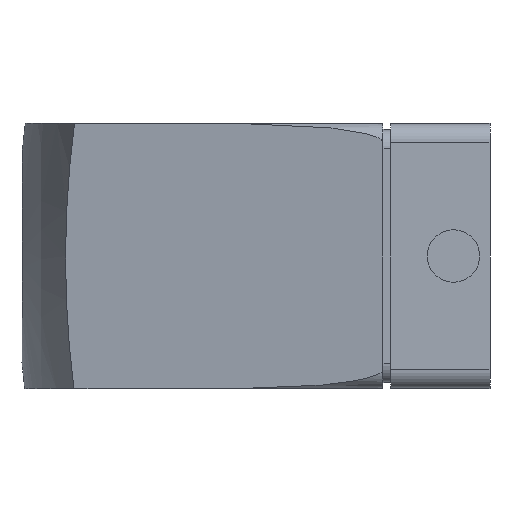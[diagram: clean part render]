
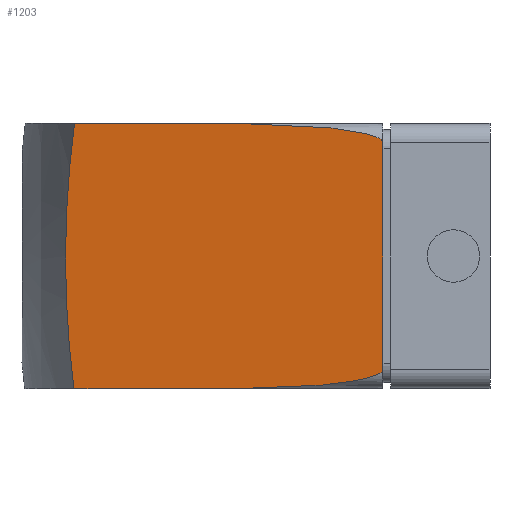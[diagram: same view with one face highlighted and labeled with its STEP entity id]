
A CAD part, left-side view. The second image highlights one B-rep face of the part: STEP entity #1203.
In plain terms, the highlighted planar face has unit normal (-0.991, 0.134, 0).
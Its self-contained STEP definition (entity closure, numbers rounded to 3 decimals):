
#129 = CARTESIAN_POINT ( 'NONE',  ( 3.2, 41.187, 43.5 ) ) ;
#130 = CARTESIAN_POINT ( 'NONE',  ( 1.325, 27.341, 43.5 ) ) ;
#131 = CARTESIAN_POINT ( 'NONE',  ( 0., 17.55, 42.175 ) ) ;
#132 = CARTESIAN_POINT ( 'NONE',  ( 0., 17.55, 40.3 ) ) ;
#328 = PLANE ( 'NONE',  #1392 ) ;
#329 = CARTESIAN_POINT ( 'NONE',  ( 0., 17.55, 0. ) ) ;
#330 = DIRECTION ( 'NONE',  ( 0.991, -0.134, 0. ) ) ;
#331 = DIRECTION ( 'NONE',  ( 0.134, 0.991, 0. ) ) ;
#441 = CARTESIAN_POINT ( 'NONE',  ( 0., 17.55, 3.2 ) ) ;
#442 = DIRECTION ( 'NONE',  ( 0., 0., 1. ) ) ;
#599 = CARTESIAN_POINT ( 'NONE',  ( 3.2, 41.187, 0. ) ) ;
#630 = DIRECTION ( 'NONE',  ( 0.134, 0.991, 0. ) ) ;
#638 = CARTESIAN_POINT ( 'NONE',  ( -15.141, -94.285, 21.362 ) ) ;
#639 = DIRECTION ( 'NONE',  ( -0.991, 0.134, 0. ) ) ;
#715 = DIRECTION ( 'NONE',  ( 0.134, 0.991, 0. ) ) ;
#716 = CARTESIAN_POINT ( 'NONE',  ( 0., 17.55, 43.5 ) ) ;
#852 = CARTESIAN_POINT ( 'NONE',  ( 1.325, 27.341, 0. ) ) ;
#853 = CARTESIAN_POINT ( 'NONE',  ( 0., 17.55, 1.325 ) ) ;
#854 = CARTESIAN_POINT ( 'NONE',  ( 0., 17.55, 3.2 ) ) ;
#859 = CARTESIAN_POINT ( 'NONE',  ( 0., 17.55, 0. ) ) ;
#861 = DIRECTION ( 'NONE',  ( 0.134, 0.991, 0. ) ) ;
#1129 = EDGE_CURVE ( 'NONE', #2147, #2145, #2796, .T. ) ;
#1159 = EDGE_CURVE ( 'NONE', #2140, #2146, #2705, .T. ) ;
#1162 = EDGE_CURVE ( 'NONE', #2144, #2145, #2198, .T. ) ;
#1203 = ADVANCED_FACE ( 'NONE', ( #2230 ), #328, .F. ) ;
#1238 = EDGE_CURVE ( 'NONE', #2147, #2140, #2278, .T. ) ;
#1257 = VECTOR ( 'NONE', #861, 1000. ) ;
#1323 = EDGE_CURVE ( 'NONE', #2152, #2146, #2477, .T. ) ;
#1327 = EDGE_CURVE ( 'NONE', #2144, #2152, #2801, .T. ) ;
#1392 = AXIS2_PLACEMENT_3D ( 'NONE', #329, #330, #331 ) ;
#1491 = VECTOR ( 'NONE', #715, 1000. ) ;
#1773 = ORIENTED_EDGE ( 'NONE', *, *, #1159, .T. ) ;
#1785 = ORIENTED_EDGE ( 'NONE', *, *, #1162, .T. ) ;
#1786 = ORIENTED_EDGE ( 'NONE', *, *, #1129, .F. ) ;
#1787 = ORIENTED_EDGE ( 'NONE', *, *, #1238, .T. ) ;
#1788 = ORIENTED_EDGE ( 'NONE', *, *, #1323, .F. ) ;
#1789 = ORIENTED_EDGE ( 'NONE', *, *, #1327, .F. ) ;
#1849 = EDGE_LOOP ( 'NONE', ( #1785, #1786, #1787, #1773, #1788, #1789 ) ) ;
#2140 = VERTEX_POINT ( 'NONE', #2350 ) ;
#2144 = VERTEX_POINT ( 'NONE', #2354 ) ;
#2145 = VERTEX_POINT ( 'NONE', #2355 ) ;
#2146 = VERTEX_POINT ( 'NONE', #2356 ) ;
#2147 = VERTEX_POINT ( 'NONE', #2357 ) ;
#2152 = VERTEX_POINT ( 'NONE', #2362 ) ;
#2198 = LINE ( 'NONE', #441, #2642 ) ;
#2230 = FACE_OUTER_BOUND ( 'NONE', #1849, .T. ) ;
#2278 = LINE ( 'NONE', #716, #1491 ) ;
#2350 = CARTESIAN_POINT ( 'NONE',  ( 6.847, 68.127, 43.5 ) ) ;
#2354 = CARTESIAN_POINT ( 'NONE',  ( 0., 17.55, 3.2 ) ) ;
#2355 = CARTESIAN_POINT ( 'NONE',  ( 0., 17.55, 40.3 ) ) ;
#2356 = CARTESIAN_POINT ( 'NONE',  ( 6.861, 68.229, 0. ) ) ;
#2357 = CARTESIAN_POINT ( 'NONE',  ( 3.2, 41.187, 43.5 ) ) ;
#2362 = CARTESIAN_POINT ( 'NONE',  ( 3.2, 41.187, 0. ) ) ;
#2477 = LINE ( 'NONE', #859, #1257 ) ;
#2642 = VECTOR ( 'NONE', #442, 1000. ) ;
#2672 = AXIS2_PLACEMENT_3D ( 'NONE', #638, #639, #630 ) ;
#2705 = CIRCLE ( 'NONE', #2672, 165.382 ) ;
#2796 =( BOUNDED_CURVE ( )  B_SPLINE_CURVE ( 3, ( #129, #130, #131, #132 ),
 .UNSPECIFIED., .F., .T. ) 
 B_SPLINE_CURVE_WITH_KNOTS ( ( 4, 4 ),
 ( 4.712, 6.283 ),
 .UNSPECIFIED. ) 
 CURVE ( )  GEOMETRIC_REPRESENTATION_ITEM ( )  RATIONAL_B_SPLINE_CURVE ( ( 1., 0.805, 0.805, 1. ) ) 
 REPRESENTATION_ITEM ( '' )  );
#2801 =( BOUNDED_CURVE ( )  B_SPLINE_CURVE ( 3, ( #854, #853, #852, #599 ),
 .UNSPECIFIED., .F., .T. ) 
 B_SPLINE_CURVE_WITH_KNOTS ( ( 4, 4 ),
 ( 0., 1.571 ),
 .UNSPECIFIED. ) 
 CURVE ( )  GEOMETRIC_REPRESENTATION_ITEM ( )  RATIONAL_B_SPLINE_CURVE ( ( 1., 0.805, 0.805, 1. ) ) 
 REPRESENTATION_ITEM ( '' )  );
